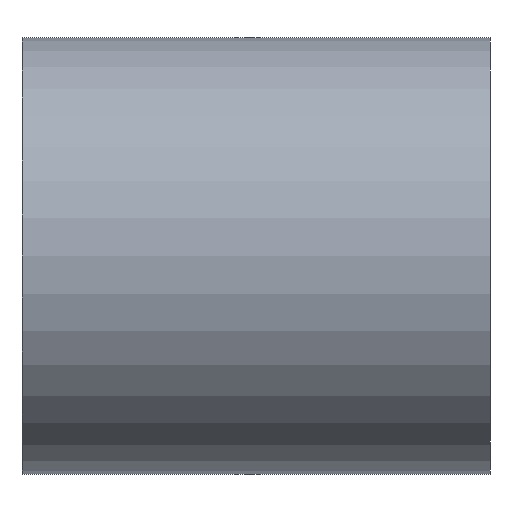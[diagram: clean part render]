
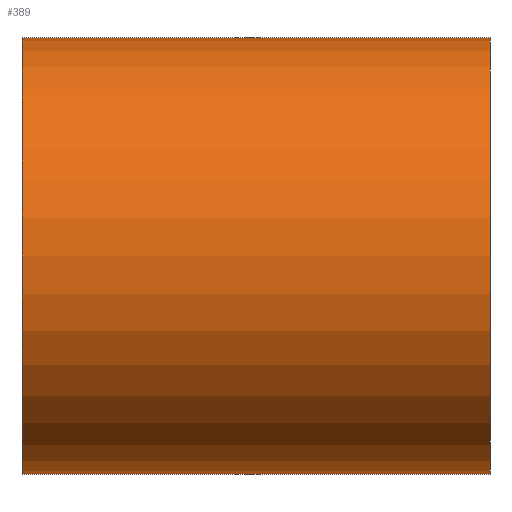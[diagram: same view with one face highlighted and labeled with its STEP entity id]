
A CAD part, left-side view. The second image highlights one B-rep face of the part: STEP entity #389.
In plain terms, the highlighted cylindrical face has radius 7 mm (diameter 14 mm), a partial arc.
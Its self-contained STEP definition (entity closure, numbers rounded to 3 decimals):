
#347 = ORIENTED_EDGE ( 'NONE', *, *, #527, .T. ) ;
#389 = ADVANCED_FACE ( 'NONE', ( #1150 ), #1138, .T. ) ;
#444 = VERTEX_POINT ( 'NONE', #1347 ) ;
#455 = VERTEX_POINT ( 'NONE', #1438 ) ;
#464 = VERTEX_POINT ( 'NONE', #1379 ) ;
#467 = VERTEX_POINT ( 'NONE', #1382 ) ;
#497 = EDGE_LOOP ( 'NONE', ( #498, #499, #500, #347 ) ) ;
#498 = ORIENTED_EDGE ( 'NONE', *, *, #525, .F. ) ;
#499 = ORIENTED_EDGE ( 'NONE', *, *, #555, .T. ) ;
#500 = ORIENTED_EDGE ( 'NONE', *, *, #549, .T. ) ;
#525 = EDGE_CURVE ( 'NONE', #444, #464, #2347, .T. ) ;
#527 = EDGE_CURVE ( 'NONE', #467, #464, #2295, .T. ) ;
#549 = EDGE_CURVE ( 'NONE', #455, #467, #2452, .T. ) ;
#555 = EDGE_CURVE ( 'NONE', #444, #455, #2449, .T. ) ;
#845 = DIRECTION ( 'NONE',  ( 0., 0., 1. ) ) ;
#1138 = CYLINDRICAL_SURFACE ( 'NONE', #1140, 7. ) ;
#1139 = CARTESIAN_POINT ( 'NONE',  ( 0., 10.366, 0. ) ) ;
#1140 = AXIS2_PLACEMENT_3D ( 'NONE', #1139, #1149, #845 ) ;
#1149 = DIRECTION ( 'NONE',  ( 0., 1., 0. ) ) ;
#1150 = FACE_OUTER_BOUND ( 'NONE', #497, .T. ) ;
#1347 = CARTESIAN_POINT ( 'NONE',  ( 0., -7.5, -7. ) ) ;
#1379 = CARTESIAN_POINT ( 'NONE',  ( 0., 7.5, -7. ) ) ;
#1382 = CARTESIAN_POINT ( 'NONE',  ( 0., 7.5, 7. ) ) ;
#1438 = CARTESIAN_POINT ( 'NONE',  ( 0., -7.5, 7. ) ) ;
#2294 = AXIS2_PLACEMENT_3D ( 'NONE', #2318, #2339, #2336 ) ;
#2295 = CIRCLE ( 'NONE', #2294, 7. ) ;
#2318 = CARTESIAN_POINT ( 'NONE',  ( 0., 7.5, 0. ) ) ;
#2336 = DIRECTION ( 'NONE',  ( 0., 0., 1. ) ) ;
#2339 = DIRECTION ( 'NONE',  ( 0., -1., 0. ) ) ;
#2347 = LINE ( 'NONE', #2353, #2352 ) ;
#2351 = DIRECTION ( 'NONE',  ( 0., 1., 0. ) ) ;
#2352 = VECTOR ( 'NONE', #2351, 1000. ) ;
#2353 = CARTESIAN_POINT ( 'NONE',  ( 0., 10.366, -7. ) ) ;
#2445 = AXIS2_PLACEMENT_3D ( 'NONE', #2450, #2451, #2456 ) ;
#2446 = DIRECTION ( 'NONE',  ( 0., 1., 0. ) ) ;
#2449 = CIRCLE ( 'NONE', #2445, 7. ) ;
#2450 = CARTESIAN_POINT ( 'NONE',  ( 0., -7.5, 0. ) ) ;
#2451 = DIRECTION ( 'NONE',  ( 0., 1., 0. ) ) ;
#2452 = LINE ( 'NONE', #2455, #2454 ) ;
#2454 = VECTOR ( 'NONE', #2446, 1000. ) ;
#2455 = CARTESIAN_POINT ( 'NONE',  ( 0., 10.366, 7. ) ) ;
#2456 = DIRECTION ( 'NONE',  ( 0., 0., -1. ) ) ;
